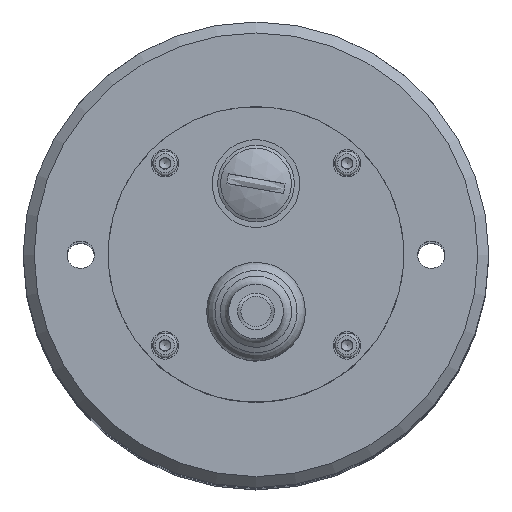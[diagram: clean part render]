
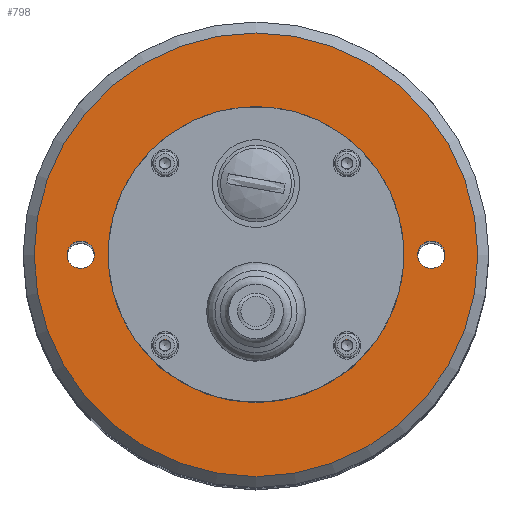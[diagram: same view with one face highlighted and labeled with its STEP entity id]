
A CAD part, top view. The second image highlights one B-rep face of the part: STEP entity #798.
In plain terms, the highlighted planar face has unit normal (0, 0, 1).
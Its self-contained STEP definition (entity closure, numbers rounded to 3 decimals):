
#349 = CIRCLE ( 'NONE', #1586, 14.25 ) ;
#376 = CIRCLE ( 'NONE', #1598, 1.15 ) ;
#377 = EDGE_CURVE ( 'NONE', #909, #909, #500, .T. ) ;
#381 = ORIENTED_EDGE ( 'NONE', *, *, #393, .F. ) ;
#393 = EDGE_CURVE ( 'NONE', #880, #880, #402, .T. ) ;
#402 = CIRCLE ( 'NONE', #1619, 2.5 ) ;
#409 = EDGE_CURVE ( 'NONE', #878, #878, #433, .T. ) ;
#426 = EDGE_CURVE ( 'NONE', #873, #873, #376, .T. ) ;
#433 = CIRCLE ( 'NONE', #1615, 2.5 ) ;
#447 = EDGE_CURVE ( 'NONE', #870, #870, #349, .T. ) ;
#453 = CARTESIAN_POINT ( 'NONE',  ( 40.5, 0., -19. ) ) ;
#500 = CIRCLE ( 'NONE', #1663, 40.5 ) ;
#502 = DIRECTION ( 'NONE',  ( 0., 0., 1. ) ) ;
#529 = PLANE ( 'NONE',  #573 ) ;
#533 = CARTESIAN_POINT ( 'NONE',  ( 0., 0., -19. ) ) ;
#539 = DIRECTION ( 'NONE',  ( 1., 0., 0. ) ) ;
#573 = AXIS2_PLACEMENT_3D ( 'NONE', #533, #502, #539 ) ;
#696 = CARTESIAN_POINT ( 'NONE',  ( -29.5, 0., -19. ) ) ;
#798 = ADVANCED_FACE ( 'NONE', ( #2283, #2277, #2258, #2286, #2257 ), #529, .T. ) ;
#838 = DIRECTION ( 'NONE',  ( 1., 0., 0. ) ) ;
#870 = VERTEX_POINT ( 'NONE', #2117 ) ;
#873 = VERTEX_POINT ( 'NONE', #1522 ) ;
#876 = DIRECTION ( 'NONE',  ( 0., 0., 1. ) ) ;
#878 = VERTEX_POINT ( 'NONE', #1474 ) ;
#880 = VERTEX_POINT ( 'NONE', #696 ) ;
#909 = VERTEX_POINT ( 'NONE', #453 ) ;
#1029 = CARTESIAN_POINT ( 'NONE',  ( 0., 0., -19. ) ) ;
#1370 = EDGE_LOOP ( 'NONE', ( #2028 ) ) ;
#1426 = EDGE_LOOP ( 'NONE', ( #381 ) ) ;
#1451 = EDGE_LOOP ( 'NONE', ( #1514 ) ) ;
#1474 = CARTESIAN_POINT ( 'NONE',  ( 34.5, 0., -19. ) ) ;
#1514 = ORIENTED_EDGE ( 'NONE', *, *, #426, .T. ) ;
#1522 = CARTESIAN_POINT ( 'NONE',  ( 1.15, 20., -19. ) ) ;
#1586 = AXIS2_PLACEMENT_3D ( 'NONE', #1689, #1682, #1672 ) ;
#1598 = AXIS2_PLACEMENT_3D ( 'NONE', #1878, #1871, #1847 ) ;
#1615 = AXIS2_PLACEMENT_3D ( 'NONE', #2205, #2197, #2181 ) ;
#1619 = AXIS2_PLACEMENT_3D ( 'NONE', #2453, #2446, #2430 ) ;
#1663 = AXIS2_PLACEMENT_3D ( 'NONE', #1029, #876, #838 ) ;
#1672 = DIRECTION ( 'NONE',  ( 1., 0., 0. ) ) ;
#1682 = DIRECTION ( 'NONE',  ( 0., 0., -1. ) ) ;
#1689 = CARTESIAN_POINT ( 'NONE',  ( 0., 0., -19. ) ) ;
#1847 = DIRECTION ( 'NONE',  ( 1., 0., 0. ) ) ;
#1871 = DIRECTION ( 'NONE',  ( 0., 0., -1. ) ) ;
#1878 = CARTESIAN_POINT ( 'NONE',  ( 0., 20., -19. ) ) ;
#2028 = ORIENTED_EDGE ( 'NONE', *, *, #377, .T. ) ;
#2117 = CARTESIAN_POINT ( 'NONE',  ( 14.25, 0., -19. ) ) ;
#2181 = DIRECTION ( 'NONE',  ( 1., 0., 0. ) ) ;
#2197 = DIRECTION ( 'NONE',  ( 0., 0., 1. ) ) ;
#2205 = CARTESIAN_POINT ( 'NONE',  ( 32., 0., -19. ) ) ;
#2212 = EDGE_LOOP ( 'NONE', ( #2489 ) ) ;
#2257 = FACE_BOUND ( 'NONE', #2455, .T. ) ;
#2258 = FACE_BOUND ( 'NONE', #1451, .T. ) ;
#2277 = FACE_BOUND ( 'NONE', #1426, .T. ) ;
#2283 = FACE_BOUND ( 'NONE', #2212, .T. ) ;
#2286 = FACE_OUTER_BOUND ( 'NONE', #1370, .T. ) ;
#2430 = DIRECTION ( 'NONE',  ( 1., 0., 0. ) ) ;
#2446 = DIRECTION ( 'NONE',  ( 0., 0., 1. ) ) ;
#2453 = CARTESIAN_POINT ( 'NONE',  ( -32., 0., -19. ) ) ;
#2455 = EDGE_LOOP ( 'NONE', ( #2553 ) ) ;
#2489 = ORIENTED_EDGE ( 'NONE', *, *, #409, .F. ) ;
#2553 = ORIENTED_EDGE ( 'NONE', *, *, #447, .T. ) ;
